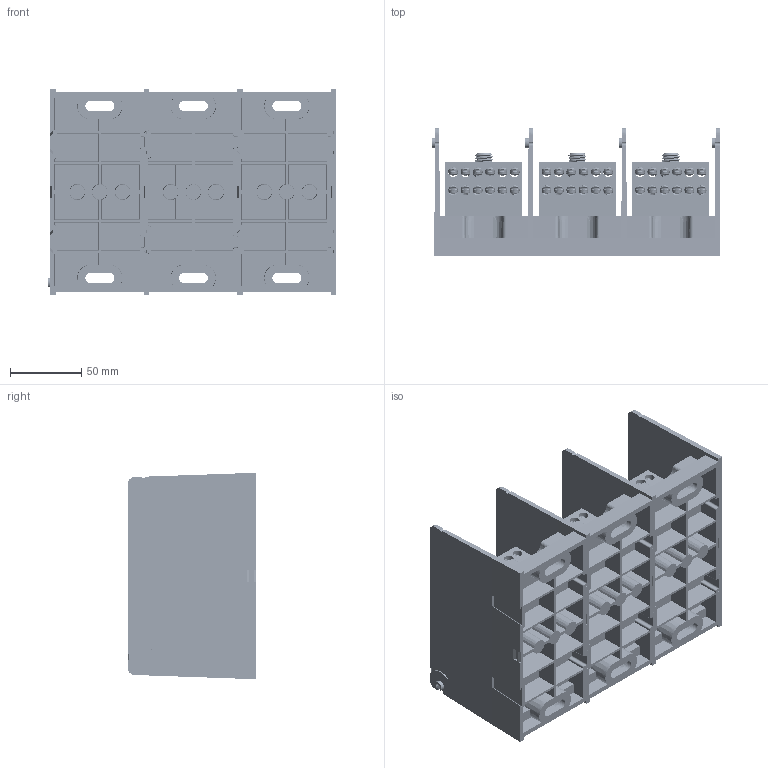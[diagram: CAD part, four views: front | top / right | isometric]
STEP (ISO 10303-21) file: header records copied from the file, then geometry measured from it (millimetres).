
FILE_DESCRIPTION (( 'STEP AP214' ), '1' );
FILE_NAME ('702002rev-3P.STEP', '2018-09-27T19:57:21', ( '' ), ( '' ), 'SwSTEP 2.0', 'SolidWorks 2017', '' );
FILE_SCHEMA (( 'AUTOMOTIVE_DESIGN' ));
Length unit declared in the file: inch
Products named in the file (2): 702002rev-3P
Bounding box: 202.31 x 90.17 x 144.78 mm (x, y, z)
Volume: 693382.2 mm3; surface area: 370813.2 mm2
Topology: 61 solids, 61 shells, 3381 faces, 9267 edges, 6023 vertices
Faces by surface type: cone 1110, plane 1078, cylinder 1064, bspline 75, sphere 36, torus 18
Full cylindrical faces by diameter (mm): 4.064 x1, 4.928 x3, 6.909 x114, 7.009 x144, 7.112 x1, 7.925 x108, 10.716 x3, 10.795 x6, 12.7 x9, 12.751 x3, 13.487 x3, 26.975 x3
Entity records: 191954 total; most frequent: CARTESIAN_POINT 74680, ORIENTED_EDGE 15388, DIRECTION 13204, EDGE_CURVE 7694, VERTEX_POINT 5310, AXIS2_PLACEMENT_3D 5056, EDGE_LOOP 4412, FACE_OUTER_BOUND 3788
